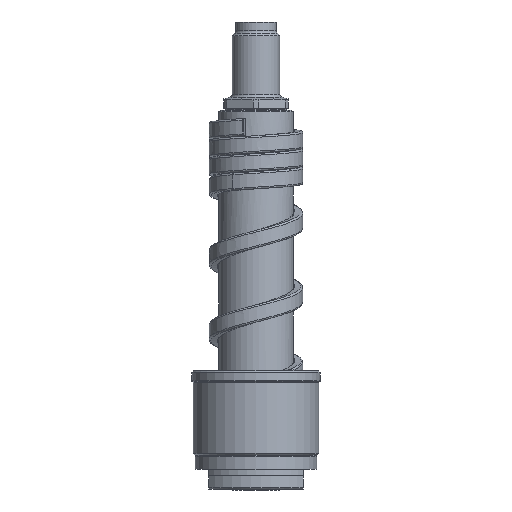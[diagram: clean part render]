
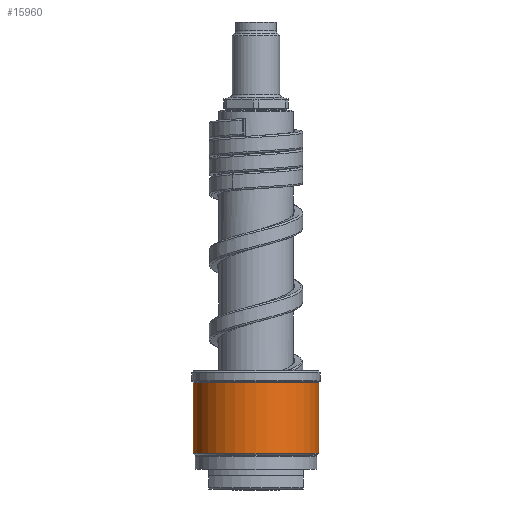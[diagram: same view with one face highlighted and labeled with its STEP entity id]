
A CAD part, front view. The second image highlights one B-rep face of the part: STEP entity #15960.
In plain terms, the highlighted cylindrical face has radius 18.5 mm (diameter 37 mm), a partial arc.
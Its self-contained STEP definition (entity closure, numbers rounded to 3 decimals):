
#6012=CARTESIAN_POINT('',(0.,0.,10.583));
#6013=DIRECTION('',(0.,0.,1.));
#6014=DIRECTION('',(-1.,0.,0.));
#6015=AXIS2_PLACEMENT_3D('',#6012,#6013,#6014);
#6017=DIRECTION('',(0.,0.,-1.));
#6018=VECTOR('',#6017,20.834);
#6019=CARTESIAN_POINT('',(-18.5,0.,31.417));
#6020=LINE('',#6019,#6018);
#6021=CARTESIAN_POINT('',(0.,0.,31.417));
#6022=DIRECTION('',(0.,0.,1.));
#6023=DIRECTION('',(-1.,0.,0.));
#6024=AXIS2_PLACEMENT_3D('',#6021,#6022,#6023);
#6026=DIRECTION('',(0.,0.,-1.));
#6027=VECTOR('',#6026,20.834);
#6028=CARTESIAN_POINT('',(18.5,0.,31.417));
#6029=LINE('',#6028,#6027);
#6352=CARTESIAN_POINT('',(18.5,0.,31.417));
#6353=CARTESIAN_POINT('',(-18.5,0.,31.417));
#6354=VERTEX_POINT('',#6352);
#6355=VERTEX_POINT('',#6353);
#6378=CARTESIAN_POINT('',(18.5,0.,10.583));
#6379=VERTEX_POINT('',#6378);
#6380=CARTESIAN_POINT('',(-18.5,0.,10.583));
#6381=VERTEX_POINT('',#6380);
#15948=CARTESIAN_POINT('',(0.,0.,8.75));
#15949=DIRECTION('',(0.,0.,1.));
#15950=DIRECTION('',(-1.,0.,0.));
#15951=AXIS2_PLACEMENT_3D('',#15948,#15949,#15950);
#15952=CYLINDRICAL_SURFACE('',#15951,18.5);
#15953=ORIENTED_EDGE('',*,*,#14063,.F.);
#15954=ORIENTED_EDGE('',*,*,#14044,.F.);
#15956=ORIENTED_EDGE('',*,*,#15955,.T.);
#15957=ORIENTED_EDGE('',*,*,#14040,.T.);
#15958=EDGE_LOOP('',(#15953,#15954,#15956,#15957));
#15959=FACE_OUTER_BOUND('',#15958,.F.);
#6016=CIRCLE('',#6015,18.5);
#6025=CIRCLE('',#6024,18.5);
#14040=EDGE_CURVE('',#6354,#6379,#6029,.T.);
#14044=EDGE_CURVE('',#6355,#6381,#6020,.T.);
#14063=EDGE_CURVE('',#6381,#6379,#6016,.T.);
#15955=EDGE_CURVE('',#6355,#6354,#6025,.T.);
#15960=ADVANCED_FACE('',(#15959),#15952,.T.);
